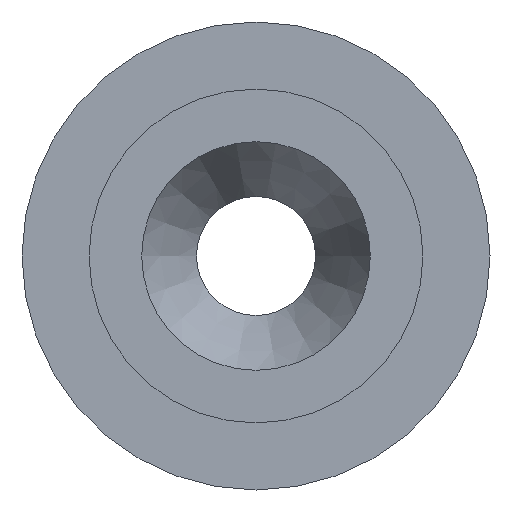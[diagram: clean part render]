
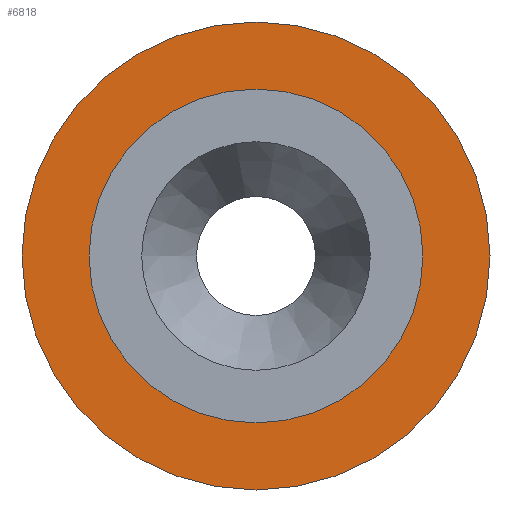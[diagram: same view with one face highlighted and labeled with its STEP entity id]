
A CAD part, left-side view. The second image highlights one B-rep face of the part: STEP entity #6818.
In plain terms, the highlighted planar face has unit normal (-1, 0, 0).
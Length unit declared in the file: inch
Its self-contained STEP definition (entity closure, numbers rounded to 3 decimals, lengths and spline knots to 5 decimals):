
#264=PLANE($,#7303);
#483=FACE_BOUND($,#1302,.T.);
#484=FACE_BOUND($,#1303,.T.);
#1302=EDGE_LOOP($,(#6350));
#1303=EDGE_LOOP($,(#6351));
#1495=CIRCLE($,#7293,1.535);
#1500=CIRCLE($,#7304,1.095);
#3353=VERTEX_POINT($,#14966);
#3358=VERTEX_POINT($,#14982);
#4354=EDGE_CURVE($,#3353,#3353,#1495,.T.);
#4359=EDGE_CURVE($,#3358,#3358,#1500,.T.);
#6350=ORIENTED_EDGE($,*,*,#4359,.T.);
#6351=ORIENTED_EDGE($,*,*,#4354,.F.);
#6818=ADVANCED_FACE($,(#483,#484),#264,.T.);
#7293=AXIS2_PLACEMENT_3D($,#14967,#8685,#8686);
#7303=AXIS2_PLACEMENT_3D($,#14981,#8705,#8706);
#7304=AXIS2_PLACEMENT_3D($,#14983,#8707,#8708);
#8685=DIRECTION('center_axis',(1.,0.,0.));
#8686=DIRECTION('ref_axis',(0.,0.,-1.));
#8705=DIRECTION('center_axis',(-1.,0.,0.));
#8706=DIRECTION('ref_axis',(0.,0.,1.));
#8707=DIRECTION('center_axis',(1.,0.,0.));
#8708=DIRECTION('ref_axis',(0.,0.,-1.));
#14966=CARTESIAN_POINT('',(0.,1.535,0.));
#14967=CARTESIAN_POINT('Origin',(0.,0.,0.));
#14981=CARTESIAN_POINT('Origin',(0.,1.535,0.));
#14982=CARTESIAN_POINT('',(0.,1.095,0.));
#14983=CARTESIAN_POINT('Origin',(0.,0.,0.));
